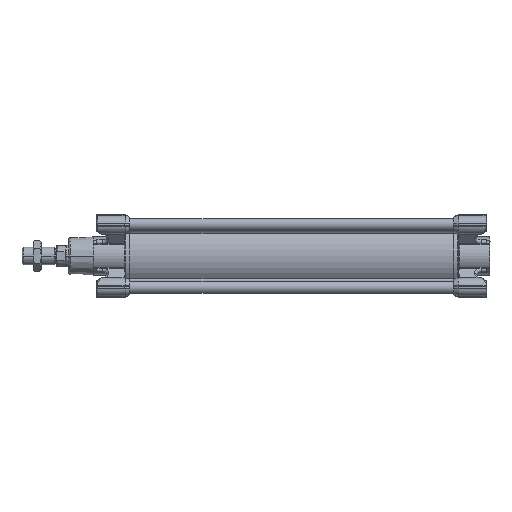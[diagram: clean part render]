
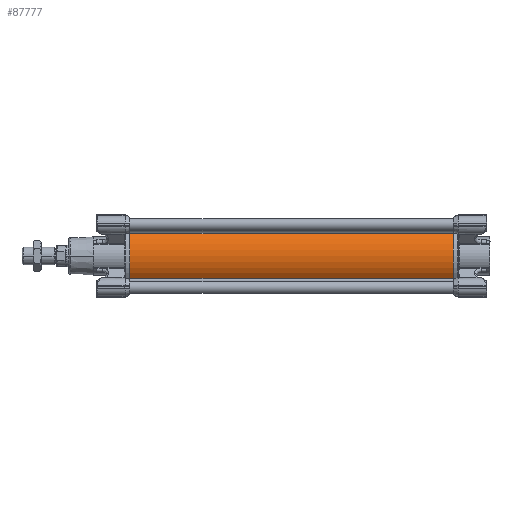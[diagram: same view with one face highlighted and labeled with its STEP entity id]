
A CAD part, left-side view. The second image highlights one B-rep face of the part: STEP entity #87777.
In plain terms, the highlighted cylindrical face has radius 42.5 mm (diameter 85 mm), a partial arc.
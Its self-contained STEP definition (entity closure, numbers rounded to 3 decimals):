
#1764 = LINE ( 'NONE', #29425, #40970 ) ;
#2792 = CARTESIAN_POINT ( 'NONE',  ( -34.081, 358., 25.391 ) ) ;
#3610 = VECTOR ( 'NONE', #87916, 1000. ) ;
#4736 = CIRCLE ( 'NONE', #6614, 42.5 ) ;
#6614 = AXIS2_PLACEMENT_3D ( 'NONE', #105663, #97198, #23358 ) ;
#8594 = CARTESIAN_POINT ( 'NONE',  ( -34.081, 38., -25.391 ) ) ;
#17982 = ORIENTED_EDGE ( 'NONE', *, *, #86848, .T. ) ;
#21407 = DIRECTION ( 'NONE',  ( 0., 0., 1. ) ) ;
#23358 = DIRECTION ( 'NONE',  ( 0., 0., -1. ) ) ;
#24188 = VERTEX_POINT ( 'NONE', #8594 ) ;
#27652 = EDGE_CURVE ( 'NONE', #116070, #24188, #4736, .T. ) ;
#29425 = CARTESIAN_POINT ( 'NONE',  ( -34.081, 358., -25.391 ) ) ;
#32073 = LINE ( 'NONE', #2792, #3610 ) ;
#40023 = CYLINDRICAL_SURFACE ( 'NONE', #86288, 42.5 ) ;
#40970 = VECTOR ( 'NONE', #48065, 1000. ) ;
#42098 = EDGE_LOOP ( 'NONE', ( #64913, #114897, #66961, #17982 ) ) ;
#47803 = CARTESIAN_POINT ( 'NONE',  ( -34.081, 410., 25.391 ) ) ;
#48065 = DIRECTION ( 'NONE',  ( 0., 1., 0. ) ) ;
#55003 = CARTESIAN_POINT ( 'NONE',  ( 0., 410., 0. ) ) ;
#56783 = DIRECTION ( 'NONE',  ( 0., 0., -1. ) ) ;
#57271 = CARTESIAN_POINT ( 'NONE',  ( -34.081, 38., 25.391 ) ) ;
#60261 = AXIS2_PLACEMENT_3D ( 'NONE', #55003, #109709, #56783 ) ;
#60863 = CARTESIAN_POINT ( 'NONE',  ( 0., 358., 0. ) ) ;
#64913 = ORIENTED_EDGE ( 'NONE', *, *, #77870, .T. ) ;
#66961 = ORIENTED_EDGE ( 'NONE', *, *, #27652, .F. ) ;
#74754 = EDGE_CURVE ( 'NONE', #24188, #79844, #1764, .T. ) ;
#77870 = EDGE_CURVE ( 'NONE', #117498, #79844, #104247, .T. ) ;
#79844 = VERTEX_POINT ( 'NONE', #94893 ) ;
#86288 = AXIS2_PLACEMENT_3D ( 'NONE', #60863, #97472, #21407 ) ;
#86848 = EDGE_CURVE ( 'NONE', #116070, #117498, #32073, .T. ) ;
#87777 = ADVANCED_FACE ( 'NONE', ( #111545 ), #40023, .T. ) ;
#87916 = DIRECTION ( 'NONE',  ( 0., 1., 0. ) ) ;
#94893 = CARTESIAN_POINT ( 'NONE',  ( -34.081, 410., -25.391 ) ) ;
#97198 = DIRECTION ( 'NONE',  ( 0., -1., 0. ) ) ;
#97472 = DIRECTION ( 'NONE',  ( 0., 1., 0. ) ) ;
#104247 = CIRCLE ( 'NONE', #60261, 42.5 ) ;
#105663 = CARTESIAN_POINT ( 'NONE',  ( 0., 38., 0. ) ) ;
#109709 = DIRECTION ( 'NONE',  ( 0., -1., 0. ) ) ;
#111545 = FACE_OUTER_BOUND ( 'NONE', #42098, .T. ) ;
#114897 = ORIENTED_EDGE ( 'NONE', *, *, #74754, .F. ) ;
#116070 = VERTEX_POINT ( 'NONE', #57271 ) ;
#117498 = VERTEX_POINT ( 'NONE', #47803 ) ;
